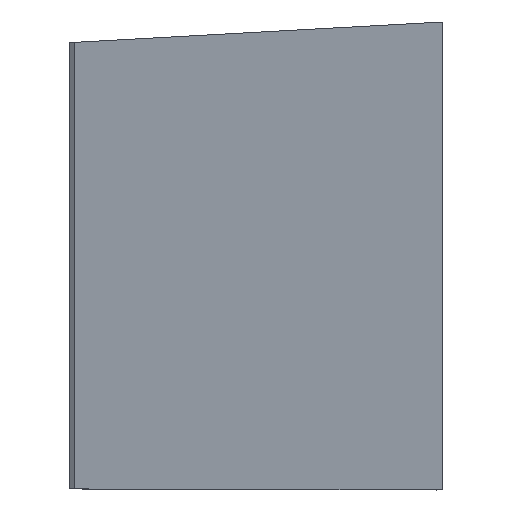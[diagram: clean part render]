
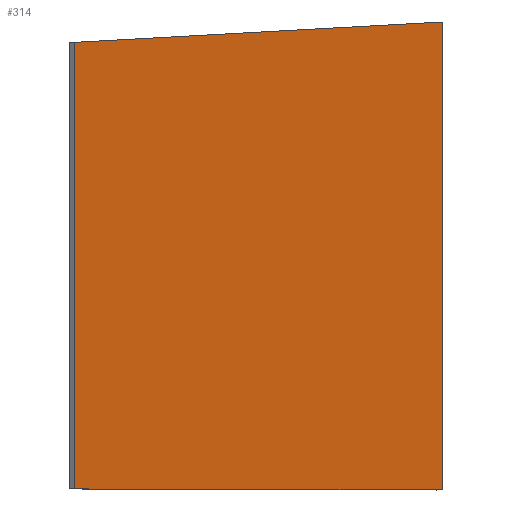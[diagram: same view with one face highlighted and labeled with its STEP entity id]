
A CAD part, top view. The second image highlights one B-rep face of the part: STEP entity #314.
In plain terms, the highlighted planar face has unit normal (0.851, 0, 0.526).
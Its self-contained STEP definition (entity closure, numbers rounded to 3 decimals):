
#43 = PLANE('',#44);
#44 = AXIS2_PLACEMENT_3D('',#45,#46,#47);
#45 = CARTESIAN_POINT('',(0.,-523.,0.));
#46 = DIRECTION('',(0.,1.,0.));
#47 = DIRECTION('',(1.,0.,-0.));
#69 = PLANE('',#70);
#70 = AXIS2_PLACEMENT_3D('',#71,#72,#73);
#71 = CARTESIAN_POINT('',(-9676.723,-46.239,
    -7918.92));
#72 = DIRECTION('',(0.438,0.,-0.899));
#73 = DIRECTION('',(0.,-1.,0.));
#95 = PLANE('',#96);
#96 = AXIS2_PLACEMENT_3D('',#97,#98,#99);
#97 = CARTESIAN_POINT('',(5.571,-95.645,0.));
#98 = DIRECTION('',(0.058,-0.998,0.));
#99 = DIRECTION('',(0.,0.,-1.));
#119 = PLANE('',#120);
#120 = AXIS2_PLACEMENT_3D('',#121,#122,#123);
#121 = CARTESIAN_POINT('',(-6932.039,-20.197,
    -9874.187));
#122 = DIRECTION('',(0.609,0.,-0.794));
#123 = DIRECTION('',(0.,-1.,0.));
#134 = VERTEX_POINT('',#135);
#135 = CARTESIAN_POINT('',(12553.571,-523.,2900.459)
  );
#156 = VERTEX_POINT('',#157);
#157 = CARTESIAN_POINT('',(11644.392,-523.,4371.526)
  );
#176 = EDGE_CURVE('',#156,#134,#177,.T.);
#177 = SURFACE_CURVE('',#178,(#182,#188),.PCURVE_S1.);
#178 = LINE('',#179,#180);
#179 = CARTESIAN_POINT('',(9520.097,-523.,7808.671)
  );
#180 = VECTOR('',#181,1.);
#181 = DIRECTION('',(0.526,0.,-0.851));
#182 = PCURVE('',#43,#183);
#183 = DEFINITIONAL_REPRESENTATION('',(#184),#187);
#184 = B_SPLINE_CURVE_WITH_KNOTS('',1,(#185,#186),.UNSPECIFIED.,.F.,.F.,
  (2,2),(3801.039,6125.543),
  .PIECEWISE_BEZIER_KNOTS.);
#185 = CARTESIAN_POINT('',(11518.436,-4575.324));
#186 = CARTESIAN_POINT('',(12740.51,-2597.988));
#187 = ( GEOMETRIC_REPRESENTATION_CONTEXT(2) 
PARAMETRIC_REPRESENTATION_CONTEXT() REPRESENTATION_CONTEXT('2D SPACE',''
  ) );
#188 = PCURVE('',#189,#194);
#189 = PLANE('',#190);
#190 = AXIS2_PLACEMENT_3D('',#191,#192,#193);
#191 = CARTESIAN_POINT('',(8659.267,-45.193,
    9201.508));
#192 = DIRECTION('',(0.851,0.,0.526));
#193 = DIRECTION('',(0.,-1.,0.));
#194 = DEFINITIONAL_REPRESENTATION('',(#195),#198);
#195 = B_SPLINE_CURVE_WITH_KNOTS('',1,(#196,#197),.UNSPECIFIED.,.F.,.F.,
  (2,2),(3801.039,6125.543),
  .PIECEWISE_BEZIER_KNOTS.);
#196 = CARTESIAN_POINT('',(477.807,5438.422));
#197 = CARTESIAN_POINT('',(477.807,7762.926));
#198 = ( GEOMETRIC_REPRESENTATION_CONTEXT(2) 
PARAMETRIC_REPRESENTATION_CONTEXT() REPRESENTATION_CONTEXT('2D SPACE',''
  ) );
#204 = VERTEX_POINT('',#205);
#205 = CARTESIAN_POINT('',(11644.392,582.239,
    4371.526));
#224 = EDGE_CURVE('',#204,#156,#225,.T.);
#225 = SURFACE_CURVE('',#226,(#230,#236),.PCURVE_S1.);
#226 = LINE('',#227,#228);
#227 = CARTESIAN_POINT('',(11644.392,-32.695,
    4371.526));
#228 = VECTOR('',#229,1.);
#229 = DIRECTION('',(0.,-1.,0.));
#230 = PCURVE('',#119,#231);
#231 = DEFINITIONAL_REPRESENTATION('',(#232),#235);
#232 = B_SPLINE_CURVE_WITH_KNOTS('',1,(#233,#234),.UNSPECIFIED.,.F.,.F.,
  (2,2),(-726.991,600.969),.PIECEWISE_BEZIER_KNOTS.);
#233 = CARTESIAN_POINT('',(-714.493,-23409.915));
#234 = CARTESIAN_POINT('',(613.467,-23409.915));
#235 = ( GEOMETRIC_REPRESENTATION_CONTEXT(2) 
PARAMETRIC_REPRESENTATION_CONTEXT() REPRESENTATION_CONTEXT('2D SPACE',''
  ) );
#236 = PCURVE('',#189,#237);
#237 = DEFINITIONAL_REPRESENTATION('',(#238),#241);
#238 = B_SPLINE_CURVE_WITH_KNOTS('',1,(#239,#240),.UNSPECIFIED.,.F.,.F.,
  (2,2),(-726.991,600.969),.PIECEWISE_BEZIER_KNOTS.);
#239 = CARTESIAN_POINT('',(-739.489,5678.001));
#240 = CARTESIAN_POINT('',(588.471,5678.001));
#241 = ( GEOMETRIC_REPRESENTATION_CONTEXT(2) 
PARAMETRIC_REPRESENTATION_CONTEXT() REPRESENTATION_CONTEXT('2D SPACE',''
  ) );
#249 = VERTEX_POINT('',#250);
#250 = CARTESIAN_POINT('',(12553.571,635.193,
    2900.459));
#269 = EDGE_CURVE('',#249,#204,#270,.T.);
#270 = SURFACE_CURVE('',#271,(#275,#281),.PCURVE_S1.);
#271 = LINE('',#272,#273);
#272 = CARTESIAN_POINT('',(9512.359,458.063,
    7821.191));
#273 = VECTOR('',#274,1.);
#274 = DIRECTION('',(-0.525,-0.031,0.85)
  );
#275 = PCURVE('',#95,#276);
#276 = DEFINITIONAL_REPRESENTATION('',(#277),#280);
#277 = B_SPLINE_CURVE_WITH_KNOTS('',1,(#278,#279),.UNSPECIFIED.,.F.,.F.,
  (2,2),(-6143.311,-3817.486),
  .PIECEWISE_BEZIER_KNOTS.);
#278 = CARTESIAN_POINT('',(-2597.841,12756.612));
#279 = CARTESIAN_POINT('',(-4575.374,11532.346));
#280 = ( GEOMETRIC_REPRESENTATION_CONTEXT(2) 
PARAMETRIC_REPRESENTATION_CONTEXT() REPRESENTATION_CONTEXT('2D SPACE',''
  ) );
#281 = PCURVE('',#189,#282);
#282 = DEFINITIONAL_REPRESENTATION('',(#283),#286);
#283 = B_SPLINE_CURVE_WITH_KNOTS('',1,(#284,#285),.UNSPECIFIED.,.F.,.F.,
  (2,2),(-6143.311,-3817.486),
  .PIECEWISE_BEZIER_KNOTS.);
#284 = CARTESIAN_POINT('',(-691.279,7763.099));
#285 = CARTESIAN_POINT('',(-620.094,5438.363));
#286 = ( GEOMETRIC_REPRESENTATION_CONTEXT(2) 
PARAMETRIC_REPRESENTATION_CONTEXT() REPRESENTATION_CONTEXT('2D SPACE',''
  ) );
#296 = EDGE_CURVE('',#249,#134,#297,.T.);
#297 = SURFACE_CURVE('',#298,(#302,#308),.PCURVE_S1.);
#298 = LINE('',#299,#300);
#299 = CARTESIAN_POINT('',(12553.571,-45.716,
    2900.459));
#300 = VECTOR('',#301,1.);
#301 = DIRECTION('',(0.,-1.,0.));
#302 = PCURVE('',#69,#303);
#303 = DEFINITIONAL_REPRESENTATION('',(#304),#307);
#304 = B_SPLINE_CURVE_WITH_KNOTS('',1,(#305,#306),.UNSPECIFIED.,.F.,.F.,
  (2,2),(-798.465,593.261),.PIECEWISE_BEZIER_KNOTS.);
#305 = CARTESIAN_POINT('',(-798.988,-24723.368));
#306 = CARTESIAN_POINT('',(592.738,-24723.368));
#307 = ( GEOMETRIC_REPRESENTATION_CONTEXT(2) 
PARAMETRIC_REPRESENTATION_CONTEXT() REPRESENTATION_CONTEXT('2D SPACE',''
  ) );
#308 = PCURVE('',#189,#309);
#309 = DEFINITIONAL_REPRESENTATION('',(#310),#313);
#310 = B_SPLINE_CURVE_WITH_KNOTS('',1,(#311,#312),.UNSPECIFIED.,.F.,.F.,
  (2,2),(-798.465,593.261),.PIECEWISE_BEZIER_KNOTS.);
#311 = CARTESIAN_POINT('',(-797.942,7407.35));
#312 = CARTESIAN_POINT('',(593.785,7407.35));
#313 = ( GEOMETRIC_REPRESENTATION_CONTEXT(2) 
PARAMETRIC_REPRESENTATION_CONTEXT() REPRESENTATION_CONTEXT('2D SPACE',''
  ) );
#314 = ADVANCED_FACE('',(#315),#189,.T.);
#315 = FACE_BOUND('',#316,.T.);
#316 = EDGE_LOOP('',(#317,#318,#319,#320));
#317 = ORIENTED_EDGE('',*,*,#296,.F.);
#318 = ORIENTED_EDGE('',*,*,#269,.T.);
#319 = ORIENTED_EDGE('',*,*,#224,.T.);
#320 = ORIENTED_EDGE('',*,*,#176,.T.);
